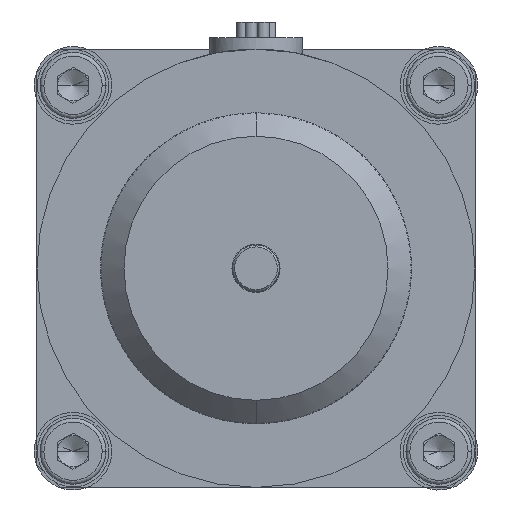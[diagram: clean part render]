
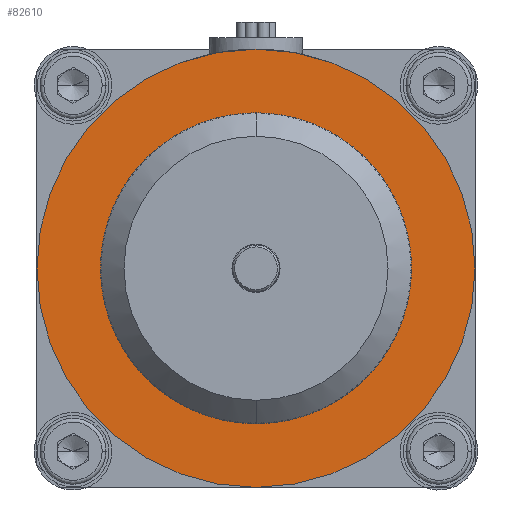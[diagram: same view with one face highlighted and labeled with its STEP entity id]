
A CAD part, front view. The second image highlights one B-rep face of the part: STEP entity #82610.
In plain terms, the highlighted face is planar.
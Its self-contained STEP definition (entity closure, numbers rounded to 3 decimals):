
#3481 = EDGE_LOOP ( 'NONE', ( #149261, #23730 ) ) ;
#16956 = ORIENTED_EDGE ( 'NONE', *, *, #72979, .T. ) ;
#23730 = ORIENTED_EDGE ( 'NONE', *, *, #95823, .F. ) ;
#26882 = AXIS2_PLACEMENT_3D ( 'NONE', #49169, #132647, #61161 ) ;
#28629 = DIRECTION ( 'NONE',  ( 0., 1., 0. ) ) ;
#32070 = ORIENTED_EDGE ( 'NONE', *, *, #127064, .T. ) ;
#35709 = DIRECTION ( 'NONE',  ( 0., 1., 0. ) ) ;
#36830 = EDGE_LOOP ( 'NONE', ( #32070, #16956 ) ) ;
#39242 = FACE_OUTER_BOUND ( 'NONE', #36830, .T. ) ;
#39617 = VERTEX_POINT ( 'NONE', #52422 ) ;
#40101 = CIRCLE ( 'NONE', #111691, 3.9 ) ;
#43813 = CIRCLE ( 'NONE', #146533, 28.2 ) ;
#49169 = CARTESIAN_POINT ( 'NONE',  ( 0., 38., 0. ) ) ;
#51696 = DIRECTION ( 'NONE',  ( 0., 0., 1. ) ) ;
#52422 = CARTESIAN_POINT ( 'NONE',  ( 0., 38., 3.9 ) ) ;
#59256 = AXIS2_PLACEMENT_3D ( 'NONE', #111195, #123207, #51696 ) ;
#61161 = DIRECTION ( 'NONE',  ( 0., 0., 1. ) ) ;
#62398 = VERTEX_POINT ( 'NONE', #122400 ) ;
#70866 = CARTESIAN_POINT ( 'NONE',  ( 0., 38., 0. ) ) ;
#72979 = EDGE_CURVE ( 'NONE', #62398, #118489, #43813, .T. ) ;
#82610 = ADVANCED_FACE ( 'NONE', ( #39242, #102761 ), #85637, .T. ) ;
#82917 = DIRECTION ( 'NONE',  ( 0., 0., 1. ) ) ;
#85359 = VERTEX_POINT ( 'NONE', #130621 ) ;
#85637 = PLANE ( 'NONE',  #59256 ) ;
#95823 = EDGE_CURVE ( 'NONE', #39617, #85359, #104558, .T. ) ;
#100089 = CARTESIAN_POINT ( 'NONE',  ( 0., 38., 0. ) ) ;
#102197 = CIRCLE ( 'NONE', #26882, 28.2 ) ;
#102761 = FACE_BOUND ( 'NONE', #3481, .T. ) ;
#104558 = CIRCLE ( 'NONE', #143614, 3.9 ) ;
#107202 = CARTESIAN_POINT ( 'NONE',  ( 0., 38., 0. ) ) ;
#110586 = EDGE_CURVE ( 'NONE', #85359, #39617, #40101, .T. ) ;
#111195 = CARTESIAN_POINT ( 'NONE',  ( 0., 38., 0. ) ) ;
#111691 = AXIS2_PLACEMENT_3D ( 'NONE', #107202, #35709, #119166 ) ;
#112104 = DIRECTION ( 'NONE',  ( 0., 0., 1. ) ) ;
#116283 = CARTESIAN_POINT ( 'NONE',  ( 0., 38., -28.2 ) ) ;
#118489 = VERTEX_POINT ( 'NONE', #116283 ) ;
#119166 = DIRECTION ( 'NONE',  ( 0., 0., 1. ) ) ;
#122400 = CARTESIAN_POINT ( 'NONE',  ( 0., 38., 28.2 ) ) ;
#123207 = DIRECTION ( 'NONE',  ( 0., 1., 0. ) ) ;
#127064 = EDGE_CURVE ( 'NONE', #118489, #62398, #102197, .T. ) ;
#130621 = CARTESIAN_POINT ( 'NONE',  ( 0., 38., -3.9 ) ) ;
#132647 = DIRECTION ( 'NONE',  ( 0., 1., 0. ) ) ;
#143614 = AXIS2_PLACEMENT_3D ( 'NONE', #100089, #28629, #112104 ) ;
#146533 = AXIS2_PLACEMENT_3D ( 'NONE', #70866, #154280, #82917 ) ;
#149261 = ORIENTED_EDGE ( 'NONE', *, *, #110586, .F. ) ;
#154280 = DIRECTION ( 'NONE',  ( 0., 1., 0. ) ) ;
